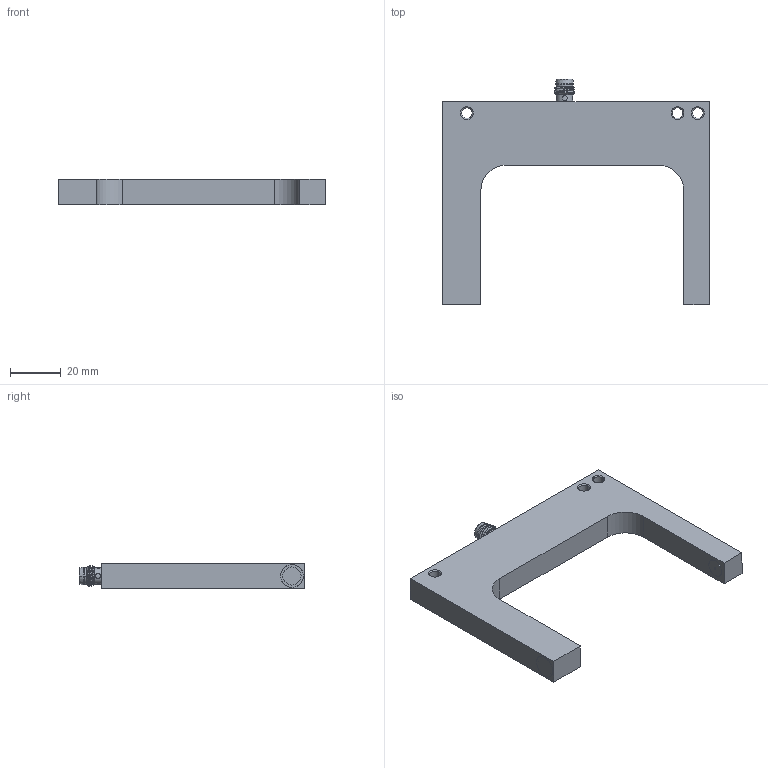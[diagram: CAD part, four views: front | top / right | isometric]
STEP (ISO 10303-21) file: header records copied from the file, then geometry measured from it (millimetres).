
FILE_DESCRIPTION (( 'STEP AP214' ), '1' );
FILE_NAME ('OGL-80.STEP', '2010-09-23T08:27:06', ( 'ws-admin' ), ( '' ), 'SwSTEP 2.0', 'SolidWorks 2010', '' );
FILE_SCHEMA (( 'AUTOMOTIVE_DESIGN' ));
Length unit declared in the file: millimetre
Products named in the file (1): OGL-80
Bounding box: 105 x 88.8 x 10 mm (x, y, z)
Surface area: 13939.1 mm2 (no closed solid volume)
Topology: 0 solids, 17 shells, 137 faces, 360 edges, 238 vertices
Faces by surface type: cylinder 62, plane 34, cone 20, torus 12, sphere 6, bspline 3
Entity records: 6707 total; most frequent: CARTESIAN_POINT 1849, DIRECTION 742, ORIENTED_EDGE 614, EDGE_CURVE 348, AXIS2_PLACEMENT_3D 305, VERTEX_POINT 232, CIRCLE 170, EDGE_LOOP 164
